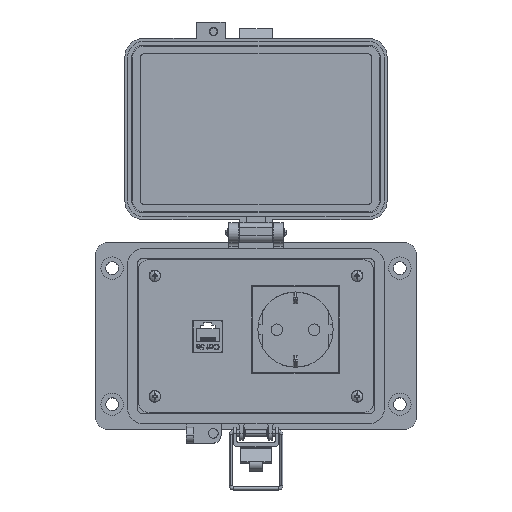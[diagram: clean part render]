
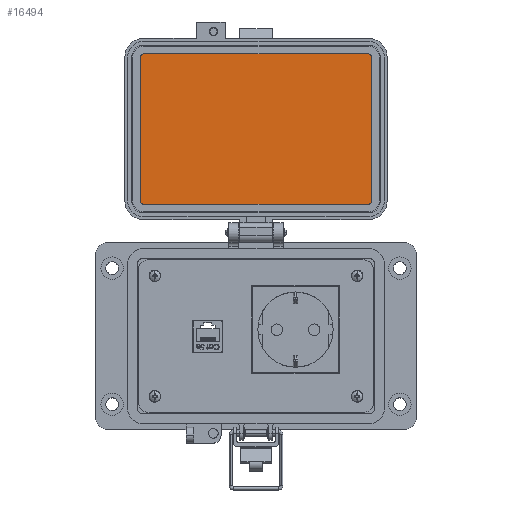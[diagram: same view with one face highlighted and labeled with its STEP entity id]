
A CAD part, top view. The second image highlights one B-rep face of the part: STEP entity #16494.
In plain terms, the highlighted planar face has unit normal (0, 0, 1).
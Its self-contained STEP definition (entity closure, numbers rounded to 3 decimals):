
#328 = VERTEX_POINT ( 'NONE', #37417 ) ;
#595 = AXIS2_PLACEMENT_3D ( 'NONE', #25211, #613, #29317 ) ;
#613 = DIRECTION ( 'NONE',  ( 0., 0., -1. ) ) ;
#759 = CARTESIAN_POINT ( 'NONE',  ( 57.717, 69.55, 8.694 ) ) ;
#771 = CARTESIAN_POINT ( 'NONE',  ( 57.717, 143.334, 8.694 ) ) ;
#1153 = VERTEX_POINT ( 'NONE', #8892 ) ;
#1509 = VECTOR ( 'NONE', #6570, 1000. ) ;
#2111 = CARTESIAN_POINT ( 'NONE',  ( 59.502, 69.55, 8.694 ) ) ;
#4871 = DIRECTION ( 'NONE',  ( 0., -1., 0. ) ) ;
#4880 = DIRECTION ( 'NONE',  ( 0., -1., 0. ) ) ;
#6570 = DIRECTION ( 'NONE',  ( 0., -1., 0. ) ) ;
#7622 = ORIENTED_EDGE ( 'NONE', *, *, #9381, .F. ) ;
#8266 = CARTESIAN_POINT ( 'NONE',  ( 57.717, 145.119, 8.694 ) ) ;
#8547 = ORIENTED_EDGE ( 'NONE', *, *, #12728, .F. ) ;
#8892 = CARTESIAN_POINT ( 'NONE',  ( -57.72, 145.119, 8.694 ) ) ;
#9381 = EDGE_CURVE ( 'NONE', #328, #1153, #16131, .T. ) ;
#9392 = VERTEX_POINT ( 'NONE', #24842 ) ;
#10935 = VERTEX_POINT ( 'NONE', #12054 ) ;
#11626 = AXIS2_PLACEMENT_3D ( 'NONE', #771, #29464, #4880 ) ;
#12054 = CARTESIAN_POINT ( 'NONE',  ( -59.505, 69.55, 8.694 ) ) ;
#12277 = CARTESIAN_POINT ( 'NONE',  ( -57.72, 143.334, 8.694 ) ) ;
#12728 = EDGE_CURVE ( 'NONE', #26165, #10935, #50334, .T. ) ;
#13469 = AXIS2_PLACEMENT_3D ( 'NONE', #759, #29458, #4871 ) ;
#13761 = CARTESIAN_POINT ( 'NONE',  ( 57.717, 145.119, 8.694 ) ) ;
#14485 = LINE ( 'NONE', #34488, #34969 ) ;
#15135 = DIRECTION ( 'NONE',  ( 0., 1., 0. ) ) ;
#16131 = CIRCLE ( 'NONE', #30232, 1.785 ) ;
#16402 = DIRECTION ( 'NONE',  ( 0., -1., 0. ) ) ;
#16494 = ADVANCED_FACE ( 'NONE', ( #34020 ), #42546, .T. ) ;
#18068 = EDGE_CURVE ( 'NONE', #38827, #9392, #43574, .T. ) ;
#19969 = ORIENTED_EDGE ( 'NONE', *, *, #44877, .F. ) ;
#21984 = DIRECTION ( 'NONE',  ( 0., 0., 1. ) ) ;
#22706 = EDGE_CURVE ( 'NONE', #34479, #49054, #35948, .T. ) ;
#24227 = ORIENTED_EDGE ( 'NONE', *, *, #52649, .F. ) ;
#24842 = CARTESIAN_POINT ( 'NONE',  ( 57.717, 67.765, 8.694 ) ) ;
#25211 = CARTESIAN_POINT ( 'NONE',  ( -57.72, 69.55, 8.694 ) ) ;
#25251 = CARTESIAN_POINT ( 'NONE',  ( 59.502, 69.55, 8.694 ) ) ;
#25497 = VECTOR ( 'NONE', #15135, 1000. ) ;
#26165 = VERTEX_POINT ( 'NONE', #28832 ) ;
#26479 = EDGE_LOOP ( 'NONE', ( #7622, #19969, #8547, #35327, #34362, #45841, #40482, #24227 ) ) ;
#28807 = VECTOR ( 'NONE', #42001, 1000. ) ;
#28832 = CARTESIAN_POINT ( 'NONE',  ( -57.72, 67.765, 8.694 ) ) ;
#29317 = DIRECTION ( 'NONE',  ( 0., -1., 0. ) ) ;
#29458 = DIRECTION ( 'NONE',  ( 0., 0., -1. ) ) ;
#29464 = DIRECTION ( 'NONE',  ( 0., 0., -1. ) ) ;
#29576 = AXIS2_PLACEMENT_3D ( 'NONE', #38375, #21984, #46656 ) ;
#30232 = AXIS2_PLACEMENT_3D ( 'NONE', #12277, #40864, #16402 ) ;
#31246 = CARTESIAN_POINT ( 'NONE',  ( -59.505, 143.334, 8.694 ) ) ;
#34020 = FACE_OUTER_BOUND ( 'NONE', #26479, .T. ) ;
#34239 = LINE ( 'NONE', #2111, #1509 ) ;
#34362 = ORIENTED_EDGE ( 'NONE', *, *, #18068, .F. ) ;
#34479 = VERTEX_POINT ( 'NONE', #8266 ) ;
#34488 = CARTESIAN_POINT ( 'NONE',  ( -57.72, 67.765, 8.694 ) ) ;
#34969 = VECTOR ( 'NONE', #38549, 1000. ) ;
#35327 = ORIENTED_EDGE ( 'NONE', *, *, #36489, .F. ) ;
#35948 = CIRCLE ( 'NONE', #11626, 1.785 ) ;
#36370 = LINE ( 'NONE', #31246, #25497 ) ;
#36489 = EDGE_CURVE ( 'NONE', #9392, #26165, #14485, .T. ) ;
#37417 = CARTESIAN_POINT ( 'NONE',  ( -59.505, 143.334, 8.694 ) ) ;
#38375 = CARTESIAN_POINT ( 'NONE',  ( -30.745, 145.119, 8.694 ) ) ;
#38549 = DIRECTION ( 'NONE',  ( -1., 0., 0. ) ) ;
#38827 = VERTEX_POINT ( 'NONE', #25251 ) ;
#40482 = ORIENTED_EDGE ( 'NONE', *, *, #22706, .F. ) ;
#40864 = DIRECTION ( 'NONE',  ( 0., 0., -1. ) ) ;
#42001 = DIRECTION ( 'NONE',  ( 1., 0., 0. ) ) ;
#42546 = PLANE ( 'NONE',  #29576 ) ;
#43574 = CIRCLE ( 'NONE', #13469, 1.785 ) ;
#43598 = CARTESIAN_POINT ( 'NONE',  ( 59.502, 143.334, 8.694 ) ) ;
#44877 = EDGE_CURVE ( 'NONE', #10935, #328, #36370, .T. ) ;
#45841 = ORIENTED_EDGE ( 'NONE', *, *, #47278, .F. ) ;
#46656 = DIRECTION ( 'NONE',  ( 0., -1., 0. ) ) ;
#47278 = EDGE_CURVE ( 'NONE', #49054, #38827, #34239, .T. ) ;
#49054 = VERTEX_POINT ( 'NONE', #43598 ) ;
#50334 = CIRCLE ( 'NONE', #595, 1.785 ) ;
#50501 = LINE ( 'NONE', #13761, #28807 ) ;
#52649 = EDGE_CURVE ( 'NONE', #1153, #34479, #50501, .T. ) ;
